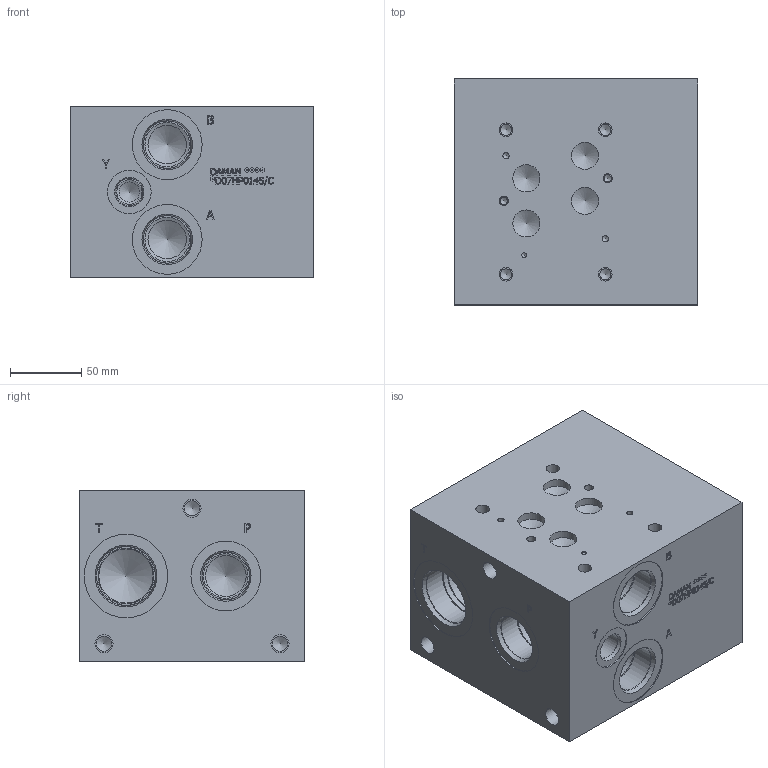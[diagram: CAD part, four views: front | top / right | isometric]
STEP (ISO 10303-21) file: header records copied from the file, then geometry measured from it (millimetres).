
FILE_DESCRIPTION(/* description */ (''),/* implementation_level */ '2;1');
FILE_NAME(/* name */ '_D07HP014S_C.stp',/* time_stamp */ '2022-10-24T12:13:55-04:00',/* author */ ('mikeh'),/* organization */ (''),/* preprocessor_version */ 'ST-DEVELOPER v18',/* originating_system */ 'Autodesk Inventor 2020',/* authorisation */ '');
FILE_SCHEMA (('AUTOMOTIVE_DESIGN { 1 0 10303 214 3 1 1 }'));
Length unit declared in the file: millimetre
Products named in the file (1): Part_AD07HP014S~C_3D
Bounding box: 171.45 x 158.75 x 120.65 mm (x, y, z)
Volume: 2985101.3 mm3; surface area: 174681.2 mm2
Topology: 1 solids, 1 shells, 582 faces, 1587 edges, 1076 vertices
Faces by surface type: plane 347, bspline 111, cylinder 72, cone 52
Full cylindrical faces by diameter (mm): 3.175 x1, 4.369 x2, 5.105 x2, 6.35 x2, 7.925 x4, 9.525 x4, 10.719 x6, 12.7 x6, 14.275 x1, 17.501 x1, 19.05 x6, 19.253 x1, 27 x2, 28.575 x2, 28.62 x1, 30.632 x1, 31.267 x4, 31.344 x1, 33.34 x5, 33.71 x1, 33.757 x4, 38.1 x2, 39.218 x2, 41.28 x2, 41.758 x2, 44.45 x1, 49.124 x4, 58.572 x2
Entity records: 19324 total; most frequent: CARTESIAN_POINT 4662, ORIENTED_EDGE 3120, DIRECTION 2557, EDGE_CURVE 1560, VERTEX_POINT 1076, LINE 1063, VECTOR 1063, AXIS2_PLACEMENT_3D 747
